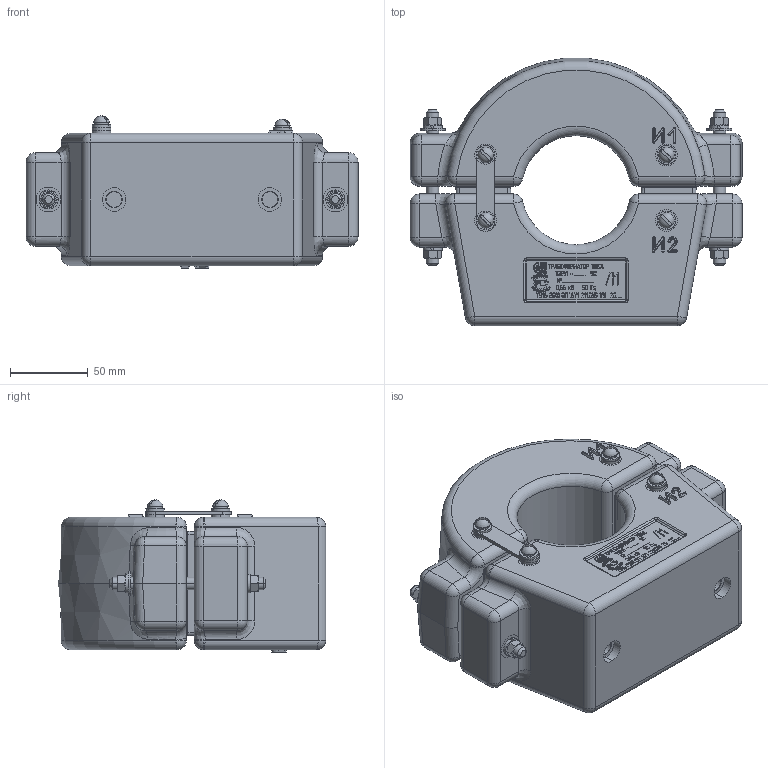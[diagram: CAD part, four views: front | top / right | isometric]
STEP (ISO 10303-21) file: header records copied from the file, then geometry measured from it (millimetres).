
FILE_DESCRIPTION (( 'STEP AP203' ), '1' );
FILE_NAME ('ÒÇÐË-70 ç.STEP', '2013-03-22T07:29:28', ( '' ), ( '' ), 'SwSTEP 2.0', 'SolidWorks 2010', '' );
FILE_SCHEMA (( 'CONFIG_CONTROL_DESIGN' ));
Products named in the file (1): ÒÇÐË-70 ç
Bounding box: 213 x 171.7 x 97.62 mm (x, y, z)
Volume: 1903947.8 mm3; surface area: 161989.3 mm2
Topology: 35 solids, 37 shells, 2382 faces, 6213 edges, 4041 vertices
Faces by surface type: plane 1134, bspline 788, cylinder 290, cone 88, sphere 52, torus 30
Entity records: 101822 total; most frequent: CARTESIAN_POINT 48773, ORIENTED_EDGE 12362, DIRECTION 8321, EDGE_CURVE 6181, VERTEX_POINT 4041, VECTOR 3683, LINE 3683, EDGE_LOOP 2600
